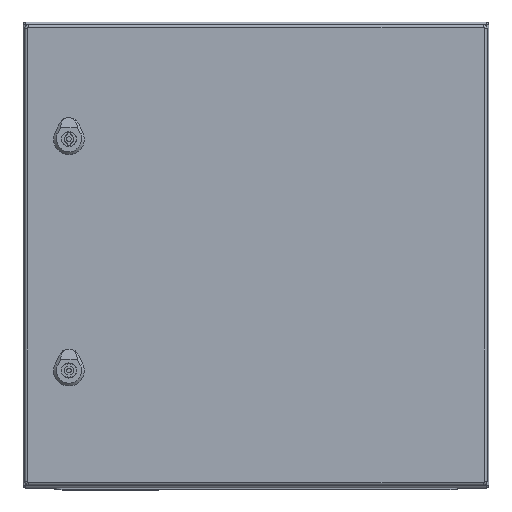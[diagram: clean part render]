
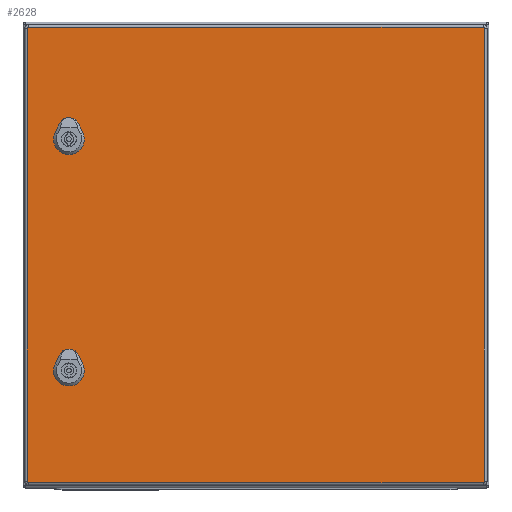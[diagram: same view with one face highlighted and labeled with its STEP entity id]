
A CAD part, top view. The second image highlights one B-rep face of the part: STEP entity #2628.
In plain terms, the highlighted face is planar.
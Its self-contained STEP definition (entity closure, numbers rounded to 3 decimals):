
#1577=FACE_BOUND('',#4007,.T.);
#1578=FACE_BOUND('',#4008,.T.);
#1579=FACE_BOUND('',#4009,.T.);
#2173=CIRCLE('',#11015,1.4);
#2174=CIRCLE('',#11016,1.4);
#2175=CIRCLE('',#11017,1.4);
#2176=CIRCLE('',#11018,1.4);
#2177=CIRCLE('',#11019,11.25);
#2178=CIRCLE('',#11020,11.25);
#2179=CIRCLE('',#11021,11.25);
#2180=CIRCLE('',#11022,11.25);
#2181=CIRCLE('',#11023,11.25);
#2182=CIRCLE('',#11024,11.25);
#2183=CIRCLE('',#11025,11.25);
#2184=CIRCLE('',#11026,11.25);
#2628=ADVANCED_FACE('',(#1577,#1578,#1579),#2963,.F.);
#2963=PLANE('',#11027);
#4007=EDGE_LOOP('',(#5717,#5718,#5719,#5720,#5721,#5722,#5723,#5724));
#4008=EDGE_LOOP('',(#5725,#5726,#5727,#5728,#5729,#5730,#5731,#5732));
#4009=EDGE_LOOP('',(#5733,#5734,#5735,#5736,#5737,#5738,#5739,#5740));
#5717=ORIENTED_EDGE('',*,*,#8453,.F.);
#5718=ORIENTED_EDGE('',*,*,#8454,.F.);
#5719=ORIENTED_EDGE('',*,*,#8455,.F.);
#5720=ORIENTED_EDGE('',*,*,#8456,.F.);
#5721=ORIENTED_EDGE('',*,*,#8457,.F.);
#5722=ORIENTED_EDGE('',*,*,#8458,.F.);
#5723=ORIENTED_EDGE('',*,*,#8459,.F.);
#5724=ORIENTED_EDGE('',*,*,#8460,.F.);
#5725=ORIENTED_EDGE('',*,*,#8461,.T.);
#5726=ORIENTED_EDGE('',*,*,#8462,.T.);
#5727=ORIENTED_EDGE('',*,*,#8463,.T.);
#5728=ORIENTED_EDGE('',*,*,#8464,.T.);
#5729=ORIENTED_EDGE('',*,*,#8465,.T.);
#5730=ORIENTED_EDGE('',*,*,#8466,.T.);
#5731=ORIENTED_EDGE('',*,*,#8467,.T.);
#5732=ORIENTED_EDGE('',*,*,#8468,.T.);
#5733=ORIENTED_EDGE('',*,*,#8469,.F.);
#5734=ORIENTED_EDGE('',*,*,#8470,.F.);
#5735=ORIENTED_EDGE('',*,*,#8471,.F.);
#5736=ORIENTED_EDGE('',*,*,#8472,.F.);
#5737=ORIENTED_EDGE('',*,*,#8473,.F.);
#5738=ORIENTED_EDGE('',*,*,#8474,.F.);
#5739=ORIENTED_EDGE('',*,*,#8475,.F.);
#5740=ORIENTED_EDGE('',*,*,#8476,.F.);
#7381=VERTEX_POINT('',#16227);
#7382=VERTEX_POINT('',#16228);
#7383=VERTEX_POINT('',#16230);
#7384=VERTEX_POINT('',#16232);
#7385=VERTEX_POINT('',#16234);
#7386=VERTEX_POINT('',#16236);
#7387=VERTEX_POINT('',#16238);
#7388=VERTEX_POINT('',#16240);
#7389=VERTEX_POINT('',#16243);
#7390=VERTEX_POINT('',#16244);
#7391=VERTEX_POINT('',#16246);
#7392=VERTEX_POINT('',#16248);
#7393=VERTEX_POINT('',#16250);
#7394=VERTEX_POINT('',#16252);
#7395=VERTEX_POINT('',#16254);
#7396=VERTEX_POINT('',#16256);
#7397=VERTEX_POINT('',#16259);
#7398=VERTEX_POINT('',#16260);
#7399=VERTEX_POINT('',#16262);
#7400=VERTEX_POINT('',#16264);
#7401=VERTEX_POINT('',#16266);
#7402=VERTEX_POINT('',#16268);
#7403=VERTEX_POINT('',#16270);
#7404=VERTEX_POINT('',#16272);
#8453=EDGE_CURVE('',#7381,#7382,#2173,.T.);
#8454=EDGE_CURVE('',#7383,#7381,#9351,.T.);
#8455=EDGE_CURVE('',#7384,#7383,#2174,.T.);
#8456=EDGE_CURVE('',#7385,#7384,#9352,.T.);
#8457=EDGE_CURVE('',#7386,#7385,#2175,.T.);
#8458=EDGE_CURVE('',#7387,#7386,#9353,.T.);
#8459=EDGE_CURVE('',#7388,#7387,#2176,.T.);
#8460=EDGE_CURVE('',#7382,#7388,#9354,.T.);
#8461=EDGE_CURVE('',#7389,#7390,#9355,.T.);
#8462=EDGE_CURVE('',#7390,#7391,#2177,.T.);
#8463=EDGE_CURVE('',#7391,#7392,#9356,.T.);
#8464=EDGE_CURVE('',#7392,#7393,#2178,.T.);
#8465=EDGE_CURVE('',#7393,#7394,#9357,.T.);
#8466=EDGE_CURVE('',#7394,#7395,#2179,.T.);
#8467=EDGE_CURVE('',#7395,#7396,#9358,.T.);
#8468=EDGE_CURVE('',#7396,#7389,#2180,.T.);
#8469=EDGE_CURVE('',#7397,#7398,#2181,.T.);
#8470=EDGE_CURVE('',#7399,#7397,#9359,.T.);
#8471=EDGE_CURVE('',#7400,#7399,#2182,.T.);
#8472=EDGE_CURVE('',#7401,#7400,#9360,.T.);
#8473=EDGE_CURVE('',#7402,#7401,#2183,.T.);
#8474=EDGE_CURVE('',#7403,#7402,#9361,.T.);
#8475=EDGE_CURVE('',#7404,#7403,#2184,.T.);
#8476=EDGE_CURVE('',#7398,#7404,#9362,.T.);
#9351=LINE('',#16229,#10077);
#9352=LINE('',#16233,#10078);
#9353=LINE('',#16237,#10079);
#9354=LINE('',#16241,#10080);
#9355=LINE('',#16242,#10081);
#9356=LINE('',#16247,#10082);
#9357=LINE('',#16251,#10083);
#9358=LINE('',#16255,#10084);
#9359=LINE('',#16261,#10085);
#9360=LINE('',#16265,#10086);
#9361=LINE('',#16269,#10087);
#9362=LINE('',#16273,#10088);
#10077=VECTOR('',#13120,1.);
#10078=VECTOR('',#13123,1.);
#10079=VECTOR('',#13126,1.);
#10080=VECTOR('',#13129,1.);
#10081=VECTOR('',#13130,1.);
#10082=VECTOR('',#13133,1.);
#10083=VECTOR('',#13136,1.);
#10084=VECTOR('',#13139,1.);
#10085=VECTOR('',#13144,1.);
#10086=VECTOR('',#13147,1.);
#10087=VECTOR('',#13150,1.);
#10088=VECTOR('',#13153,1.);
#11015=AXIS2_PLACEMENT_3D('',#16226,#13118,#13119);
#11016=AXIS2_PLACEMENT_3D('',#16231,#13121,#13122);
#11017=AXIS2_PLACEMENT_3D('',#16235,#13124,#13125);
#11018=AXIS2_PLACEMENT_3D('',#16239,#13127,#13128);
#11019=AXIS2_PLACEMENT_3D('',#16245,#13131,#13132);
#11020=AXIS2_PLACEMENT_3D('',#16249,#13134,#13135);
#11021=AXIS2_PLACEMENT_3D('',#16253,#13137,#13138);
#11022=AXIS2_PLACEMENT_3D('',#16257,#13140,#13141);
#11023=AXIS2_PLACEMENT_3D('',#16258,#13142,#13143);
#11024=AXIS2_PLACEMENT_3D('',#16263,#13145,#13146);
#11025=AXIS2_PLACEMENT_3D('',#16267,#13148,#13149);
#11026=AXIS2_PLACEMENT_3D('',#16271,#13151,#13152);
#11027=AXIS2_PLACEMENT_3D('',#16274,#13154,#13155);
#13118=DIRECTION('',(0.,0.,1.));
#13119=DIRECTION('',(1.,0.,0.));
#13120=DIRECTION('',(0.,-1.,0.));
#13121=DIRECTION('',(0.,0.,1.));
#13122=DIRECTION('',(1.,0.,0.));
#13123=DIRECTION('',(-1.,0.,0.));
#13124=DIRECTION('',(0.,0.,1.));
#13125=DIRECTION('',(1.,0.,0.));
#13126=DIRECTION('',(0.,1.,0.));
#13127=DIRECTION('',(0.,0.,1.));
#13128=DIRECTION('',(1.,0.,0.));
#13129=DIRECTION('',(1.,0.,0.));
#13130=DIRECTION('',(-1.,0.,0.));
#13131=DIRECTION('',(0.,0.,1.));
#13132=DIRECTION('',(1.,0.,0.));
#13133=DIRECTION('',(0.,-1.,0.));
#13134=DIRECTION('',(0.,0.,1.));
#13135=DIRECTION('',(1.,0.,0.));
#13136=DIRECTION('',(1.,0.,0.));
#13137=DIRECTION('',(0.,0.,1.));
#13138=DIRECTION('',(1.,0.,0.));
#13139=DIRECTION('',(0.,1.,0.));
#13140=DIRECTION('',(0.,0.,1.));
#13141=DIRECTION('',(1.,0.,0.));
#13142=DIRECTION('',(0.,0.,-1.));
#13143=DIRECTION('',(1.,0.,0.));
#13144=DIRECTION('',(-1.,0.,0.));
#13145=DIRECTION('',(0.,0.,-1.));
#13146=DIRECTION('',(1.,0.,0.));
#13147=DIRECTION('',(0.,-1.,0.));
#13148=DIRECTION('',(0.,0.,-1.));
#13149=DIRECTION('',(1.,0.,0.));
#13150=DIRECTION('',(1.,0.,0.));
#13151=DIRECTION('',(0.,0.,-1.));
#13152=DIRECTION('',(1.,0.,0.));
#13153=DIRECTION('',(0.,1.,0.));
#13154=DIRECTION('',(0.,0.,1.));
#13155=DIRECTION('',(1.,0.,0.));
#16226=CARTESIAN_POINT('',(-243.95,-243.,0.));
#16227=CARTESIAN_POINT('',(-245.35,-243.,0.));
#16228=CARTESIAN_POINT('',(-243.95,-244.4,0.));
#16229=CARTESIAN_POINT('',(-245.35,243.,0.));
#16230=CARTESIAN_POINT('',(-245.35,243.,0.));
#16231=CARTESIAN_POINT('',(-243.95,243.,0.));
#16232=CARTESIAN_POINT('',(-243.95,244.4,0.));
#16233=CARTESIAN_POINT('',(243.95,244.4,0.));
#16234=CARTESIAN_POINT('',(243.95,244.4,0.));
#16235=CARTESIAN_POINT('',(243.95,243.,0.));
#16236=CARTESIAN_POINT('',(245.35,243.,0.));
#16237=CARTESIAN_POINT('',(245.35,-243.,0.));
#16238=CARTESIAN_POINT('',(245.35,-243.,0.));
#16239=CARTESIAN_POINT('',(243.95,-243.,0.));
#16240=CARTESIAN_POINT('',(243.95,-244.4,0.));
#16241=CARTESIAN_POINT('',(-243.95,-244.4,0.));
#16242=CARTESIAN_POINT('',(-243.95,134.4,0.));
#16243=CARTESIAN_POINT('',(205.396,134.4,0.));
#16244=CARTESIAN_POINT('',(195.904,134.4,0.));
#16245=CARTESIAN_POINT('',(200.65,124.2,0.));
#16246=CARTESIAN_POINT('',(190.45,128.946,0.));
#16247=CARTESIAN_POINT('',(190.45,243.,0.));
#16248=CARTESIAN_POINT('',(190.45,119.454,0.));
#16249=CARTESIAN_POINT('',(200.65,124.2,0.));
#16250=CARTESIAN_POINT('',(195.904,114.,0.));
#16251=CARTESIAN_POINT('',(-243.95,114.,0.));
#16252=CARTESIAN_POINT('',(205.396,114.,0.));
#16253=CARTESIAN_POINT('',(200.65,124.2,0.));
#16254=CARTESIAN_POINT('',(210.85,119.454,0.));
#16255=CARTESIAN_POINT('',(210.85,243.,0.));
#16256=CARTESIAN_POINT('',(210.85,128.946,0.));
#16257=CARTESIAN_POINT('',(200.65,124.2,0.));
#16258=CARTESIAN_POINT('',(200.65,-124.2,0.));
#16259=CARTESIAN_POINT('',(195.904,-134.4,0.));
#16260=CARTESIAN_POINT('',(190.45,-128.946,0.));
#16261=CARTESIAN_POINT('',(-243.95,-134.4,0.));
#16262=CARTESIAN_POINT('',(205.396,-134.4,0.));
#16263=CARTESIAN_POINT('',(200.65,-124.2,0.));
#16264=CARTESIAN_POINT('',(210.85,-128.946,0.));
#16265=CARTESIAN_POINT('',(210.85,243.,0.));
#16266=CARTESIAN_POINT('',(210.85,-119.454,0.));
#16267=CARTESIAN_POINT('',(200.65,-124.2,0.));
#16268=CARTESIAN_POINT('',(205.396,-114.,0.));
#16269=CARTESIAN_POINT('',(-243.95,-114.,0.));
#16270=CARTESIAN_POINT('',(195.904,-114.,0.));
#16271=CARTESIAN_POINT('',(200.65,-124.2,0.));
#16272=CARTESIAN_POINT('',(190.45,-119.454,0.));
#16273=CARTESIAN_POINT('',(190.45,243.,0.));
#16274=CARTESIAN_POINT('',(-243.95,243.,0.));
